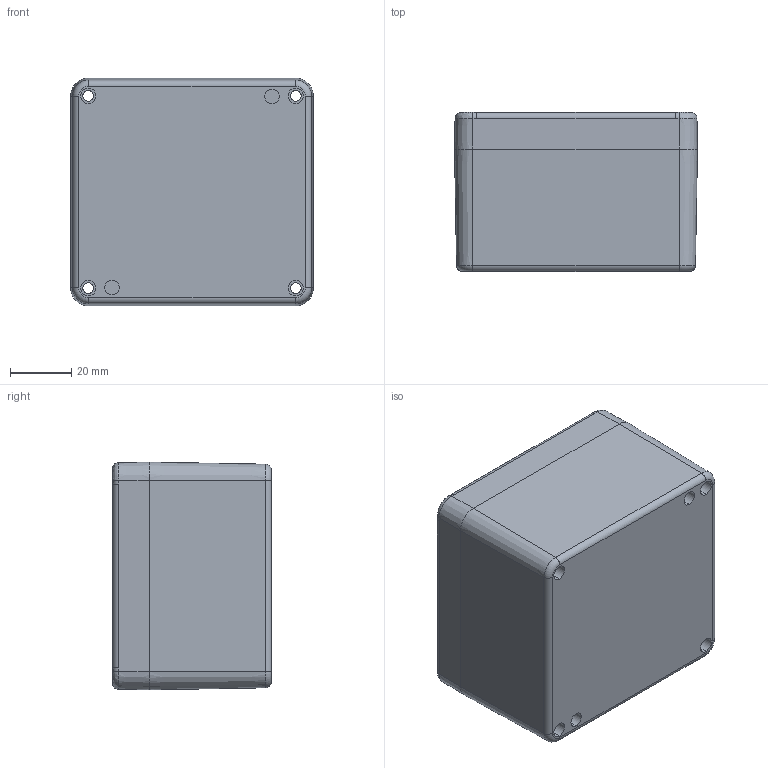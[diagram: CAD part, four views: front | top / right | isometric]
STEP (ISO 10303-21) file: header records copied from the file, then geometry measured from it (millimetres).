
FILE_DESCRIPTION (( 'STEP AP214' ), '1' );
FILE_NAME ('G110.STEP', '2009-10-26T02:47:03', ( 'NEF User' ), ( 'NEF User' ), 'SwSTEP 2.0', 'SolidWorks 2009', '' );
FILE_SCHEMA (( 'AUTOMOTIVE_DESIGN' ));
Length unit declared in the file: millimetre
Products named in the file (3): G110-BASE; G110-COVER; G110
Assembly tree (2 placements, depth 2):
  G110
    G110-COVER
    G110-BASE
Bounding box: 79.6 x 52 x 74.6 mm (x, y, z)
Volume: 82514.4 mm3; surface area: 57612.6 mm2
Topology: 2 solids, 2 shells, 639 faces, 1488 edges, 856 vertices
Faces by surface type: cylinder 264, plane 135, torus 96, cone 64, bspline 60, sphere 20
Entity records: 19789 total; most frequent: CARTESIAN_POINT 5310, DIRECTION 3228, ORIENTED_EDGE 2936, EDGE_CURVE 1468, AXIS2_PLACEMENT_3D 1304, VERTEX_POINT 856, CIRCLE 720, EDGE_LOOP 682
